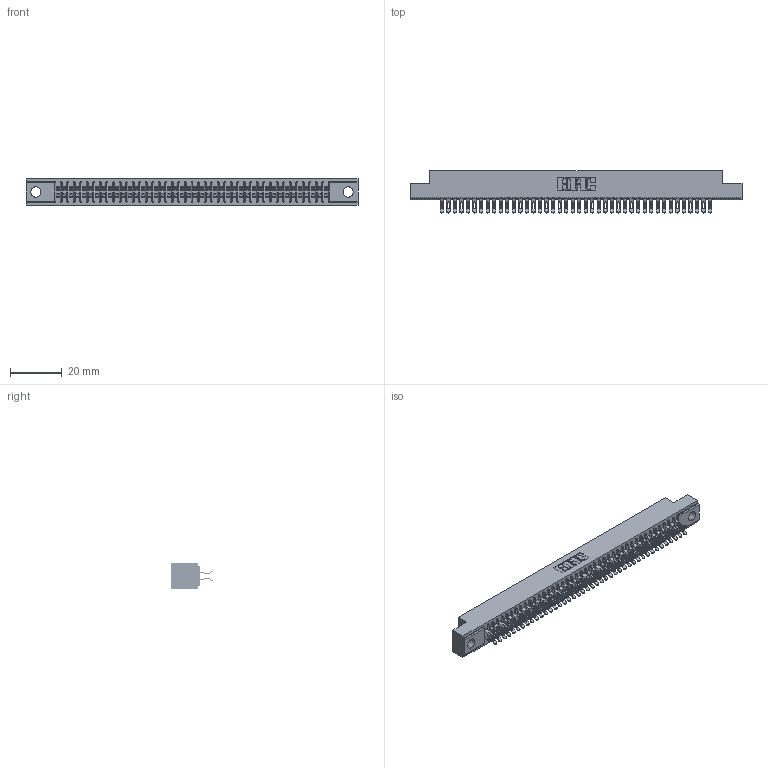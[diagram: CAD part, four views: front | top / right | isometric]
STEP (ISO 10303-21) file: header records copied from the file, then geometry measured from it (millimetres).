
FILE_DESCRIPTION (( 'STEP AP203' ), '1' );
FILE_NAME ('341-084-555-204.STEP', '2018-08-07T22:45:11', ( '' ), ( '' ), 'SwSTEP 2.0', 'SolidWorks 2016', '' );
FILE_SCHEMA (( 'CONFIG_CONTROL_DESIGN' ));
Length unit declared in the file: inch
Products named in the file (3): 341 Part_.156 (3.96) Dia Mounting Holes; 341-292-001_341-292-155; 341-084-555-204
Assembly tree (85 placements, depth 2):
  341-084-555-204
    341 Part_.156 (3.96) Dia Mounting Holes
    341-292-001_341-292-155  x84
Bounding box: 128.91 x 16.31 x 10.16 mm (x, y, z)
Volume: 9519.8 mm3; surface area: 17470.8 mm2
Topology: 85 solids, 85 shells, 6682 faces, 19966 edges, 12998 vertices
Faces by surface type: plane 3610, cylinder 2904, sphere 86, torus 82
Entity records: 51717 total; most frequent: CARTESIAN_POINT 8618, ORIENTED_EDGE 8552, DIRECTION 8346, EDGE_CURVE 4276, VECTOR 3446, LINE 3446, VERTEX_POINT 2706, AXIS2_PLACEMENT_3D 2450
